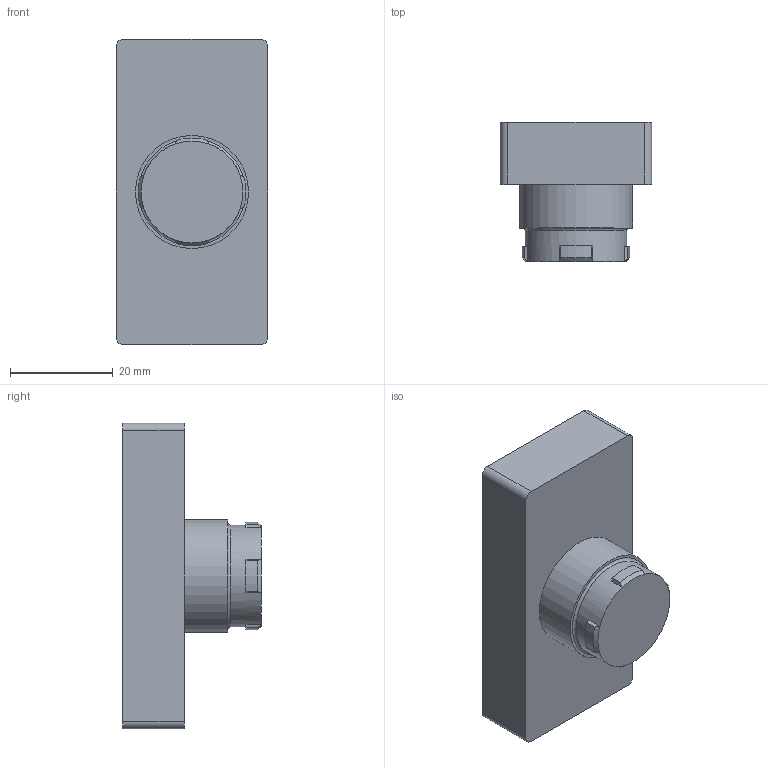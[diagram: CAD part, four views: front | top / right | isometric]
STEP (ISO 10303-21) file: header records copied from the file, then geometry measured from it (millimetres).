
FILE_DESCRIPTION(/* description */ ('STEP AP203'),/* implementation_level */ '2;1');
FILE_NAME(/* name */ 'ECX 1151',/* time_stamp */ '2025-06-10T15:23:52+02:00',/* author */ ('License CC BY-ND 4.0'),/* organization */ ('CADENAS'),/* preprocessor_version */ 'ST-DEVELOPER v19.3',/* originating_system */ 'PARTsolutions',/* authorisation */ ' ');
FILE_SCHEMA (('CONFIG_CONTROL_DESIGN'));
Length unit declared in the file: millimetre
Products named in the file (2): ECX 1151; ECX 1151(button)
Assembly tree (1 placements, depth 2):
  ECX 1151
    ECX 1151(button)
Bounding box: 29.5 x 27 x 59.5 mm (x, y, z)
Volume: 26279.3 mm3; surface area: 6665 mm2
Topology: 1 solids, 1 shells, 61 faces, 152 edges, 99 vertices
Faces by surface type: plane 40, cylinder 14, cone 5, torus 2
Full cylindrical faces by diameter (mm): 19.8 x1, 22 x1
Entity records: 2229 total; most frequent: CARTESIAN_POINT 325, DIRECTION 302, ORIENTED_EDGE 284, EDGE_CURVE 142, AXIS2_PLACEMENT_3D 105, VERTEX_POINT 96, LINE 92, VECTOR 92
